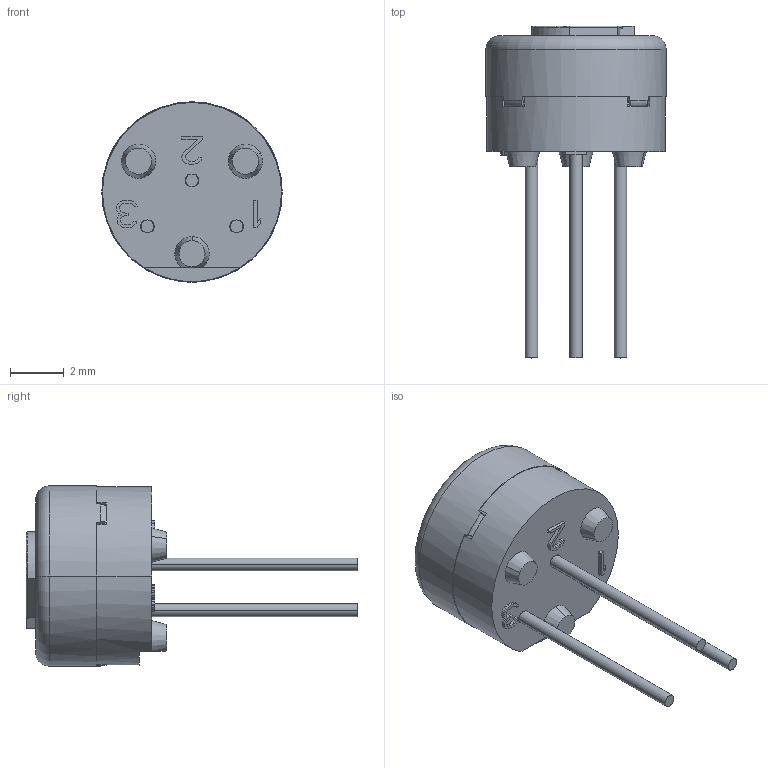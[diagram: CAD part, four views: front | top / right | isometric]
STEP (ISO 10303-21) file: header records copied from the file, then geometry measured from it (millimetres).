
FILE_DESCRIPTION((''),'2;1');
FILE_NAME('62P_SW0003','2013-03-20T',('BMozley'),(''),'PRO/ENGINEER BY PARAMETRIC TECHNOLOGY CORPORATION, 2012480','PRO/ENGINEER BY PARAMETRIC TECHNOLOGY CORPORATION, 2012480','');
FILE_SCHEMA(('CONFIG_CONTROL_DESIGN'));
Length unit declared in the file: inch
Products named in the file (1): 62P_SW0003
Bounding box: 6.68 x 12.29 x 6.68 mm (x, y, z)
Volume: 151.2 mm3; surface area: 241.9 mm2
Topology: 1 solids, 1 shells, 233 faces, 643 edges, 420 vertices
Faces by surface type: plane 153, cylinder 50, bspline 15, torus 9, cone 6
Entity records: 8128 total; most frequent: CARTESIAN_POINT 2147, ORIENTED_EDGE 1286, DIRECTION 1169, EDGE_CURVE 643, VECTOR 429, LINE 429, VERTEX_POINT 420, AXIS2_PLACEMENT_3D 370
